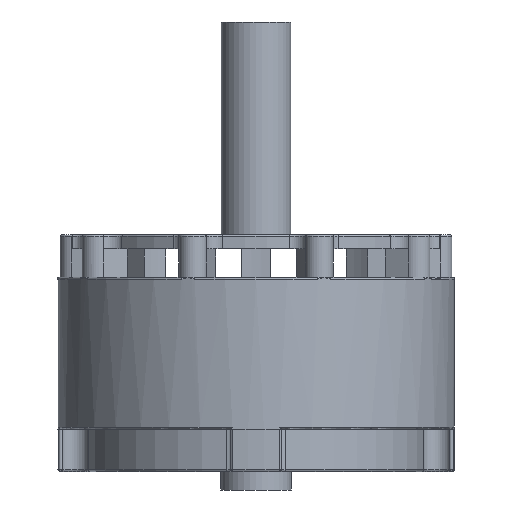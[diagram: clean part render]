
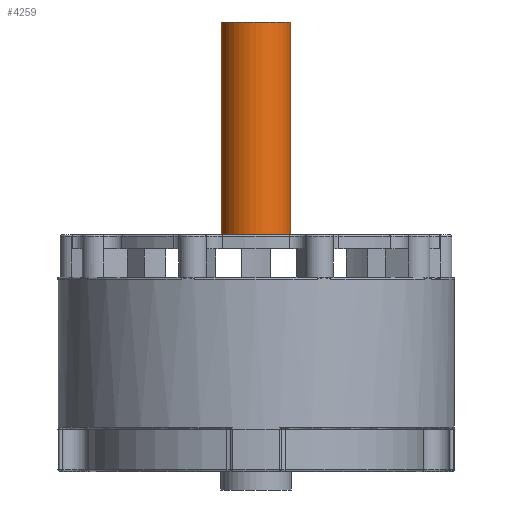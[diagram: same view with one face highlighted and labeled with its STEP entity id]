
A CAD part, front view. The second image highlights one B-rep face of the part: STEP entity #4259.
In plain terms, the highlighted cylindrical face has radius 2.45 mm (diameter 4.901 mm), a full revolution.
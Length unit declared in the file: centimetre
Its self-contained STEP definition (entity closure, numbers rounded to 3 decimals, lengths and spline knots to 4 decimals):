
#606=FACE_BOUND('',#1038,.T.);
#634=CYLINDRICAL_SURFACE('',#4522,0.2451);
#778=FACE_OUTER_BOUND('',#1037,.T.);
#1037=EDGE_LOOP('',(#2854));
#1038=EDGE_LOOP('',(#2855));
#1323=CIRCLE('',#4521,0.2451);
#1324=CIRCLE('',#4523,0.2451);
#1744=VERTEX_POINT('',#6758);
#1745=VERTEX_POINT('',#6761);
#2169=EDGE_CURVE('',#1744,#1744,#1323,.F.);
#2170=EDGE_CURVE('',#1745,#1745,#1324,.F.);
#2854=ORIENTED_EDGE('',*,*,#2170,.T.);
#2855=ORIENTED_EDGE('',*,*,#2169,.F.);
#4259=ADVANCED_FACE('',(#778,#606),#634,.T.);
#4521=AXIS2_PLACEMENT_3D('',#6759,#5190,#5191);
#4522=AXIS2_PLACEMENT_3D('',#6760,#5192,#5193);
#4523=AXIS2_PLACEMENT_3D('',#6762,#5194,#5195);
#5190=DIRECTION('center_axis',(0.,0.,-1.));
#5191=DIRECTION('ref_axis',(-1.,0.,0.));
#5192=DIRECTION('center_axis',(0.,0.,-1.));
#5193=DIRECTION('ref_axis',(-1.,0.,0.));
#5194=DIRECTION('center_axis',(0.,0.,-1.));
#5195=DIRECTION('ref_axis',(-1.,0.,0.));
#6758=CARTESIAN_POINT('',(0.2451,0.,3.17));
#6759=CARTESIAN_POINT('Origin',(0.,0.,3.17));
#6760=CARTESIAN_POINT('Origin',(0.,0.,3.17));
#6761=CARTESIAN_POINT('',(0.2451,0.,1.67));
#6762=CARTESIAN_POINT('Origin',(0.,0.,1.67));
